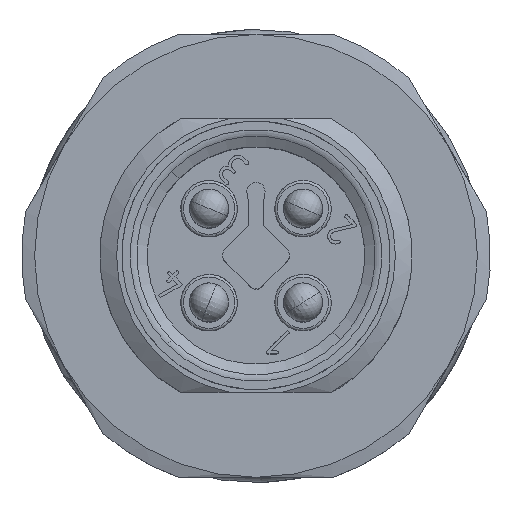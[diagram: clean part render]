
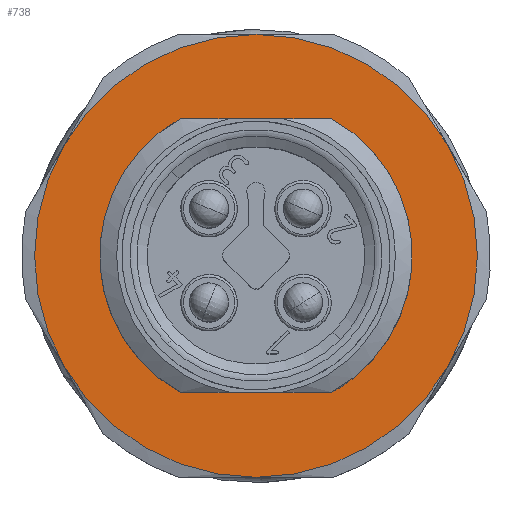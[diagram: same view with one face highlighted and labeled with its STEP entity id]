
A CAD part, top view. The second image highlights one B-rep face of the part: STEP entity #738.
In plain terms, the highlighted planar face has unit normal (0, 0, 1).
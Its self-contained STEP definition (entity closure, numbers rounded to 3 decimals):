
#585=AXIS2_PLACEMENT_3D('Circle Axis2P3D',#583,#584,$) ;
#598=AXIS2_PLACEMENT_3D('Circle Axis2P3D',#596,#597,$) ;
#611=AXIS2_PLACEMENT_3D('Circle Axis2P3D',#609,#610,$) ;
#624=AXIS2_PLACEMENT_3D('Circle Axis2P3D',#622,#623,$) ;
#637=AXIS2_PLACEMENT_3D('Circle Axis2P3D',#635,#636,$) ;
#650=AXIS2_PLACEMENT_3D('Circle Axis2P3D',#648,#649,$) ;
#664=AXIS2_PLACEMENT_3D('Plane Axis2P3D',#661,#662,#663) ;
#233=CARTESIAN_POINT('Vertex',(1.639,12.95,52.65)) ;
#302=CARTESIAN_POINT('Vertex',(9.,17.2,52.65)) ;
#361=CARTESIAN_POINT('Vertex',(16.361,12.95,52.65)) ;
#420=CARTESIAN_POINT('Vertex',(16.361,4.45,52.65)) ;
#479=CARTESIAN_POINT('Vertex',(9.,0.2,52.65)) ;
#538=CARTESIAN_POINT('Vertex',(1.639,4.45,52.65)) ;
#583=CARTESIAN_POINT('Axis2P3D Location',(9.,8.7,52.65)) ;
#596=CARTESIAN_POINT('Axis2P3D Location',(9.,8.7,52.65)) ;
#609=CARTESIAN_POINT('Axis2P3D Location',(9.,8.7,52.65)) ;
#622=CARTESIAN_POINT('Axis2P3D Location',(9.,8.7,52.65)) ;
#635=CARTESIAN_POINT('Axis2P3D Location',(9.,8.7,52.65)) ;
#648=CARTESIAN_POINT('Axis2P3D Location',(9.,8.7,52.65)) ;
#661=CARTESIAN_POINT('Axis2P3D Location',(9.,8.7,52.65)) ;
#675=CARTESIAN_POINT('Control Point',(11.905,13.95,52.65)) ;
#676=CARTESIAN_POINT('Control Point',(12.43,13.659,52.65)) ;
#677=CARTESIAN_POINT('Control Point',(12.919,13.303,52.65)) ;
#678=CARTESIAN_POINT('Control Point',(13.36,12.887,52.65)) ;
#679=CARTESIAN_POINT('Control Point',(14.13,11.955,52.65)) ;
#680=CARTESIAN_POINT('Control Point',(14.646,10.861,52.65)) ;
#681=CARTESIAN_POINT('Control Point',(14.834,10.285,52.65)) ;
#682=CARTESIAN_POINT('Control Point',(15.062,9.097,52.65)) ;
#683=CARTESIAN_POINT('Control Point',(14.991,7.89,52.65)) ;
#684=CARTESIAN_POINT('Control Point',(14.88,7.294,52.65)) ;
#685=CARTESIAN_POINT('Control Point',(14.511,6.142,52.65)) ;
#686=CARTESIAN_POINT('Control Point',(13.869,5.117,52.65)) ;
#687=CARTESIAN_POINT('Control Point',(13.486,4.647,52.65)) ;
#688=CARTESIAN_POINT('Control Point',(12.933,4.121,52.65)) ;
#689=CARTESIAN_POINT('Control Point',(12.31,3.691,52.65)) ;
#690=CARTESIAN_POINT('Control Point',(12.177,3.606,52.65)) ;
#691=CARTESIAN_POINT('Control Point',(12.042,3.526,52.65)) ;
#692=CARTESIAN_POINT('Control Point',(11.905,3.45,52.65)) ;
#693=CARTESIAN_POINT('Vertex',(11.905,13.95,52.65)) ;
#695=CARTESIAN_POINT('Vertex',(11.905,3.45,52.65)) ;
#698=CARTESIAN_POINT('Line Origine',(9.,3.45,52.65)) ;
#702=CARTESIAN_POINT('Vertex',(6.095,3.45,52.65)) ;
#706=CARTESIAN_POINT('Control Point',(6.095,3.45,52.65)) ;
#707=CARTESIAN_POINT('Control Point',(5.57,3.74,52.65)) ;
#708=CARTESIAN_POINT('Control Point',(5.082,4.096,52.65)) ;
#709=CARTESIAN_POINT('Control Point',(4.64,4.512,52.65)) ;
#710=CARTESIAN_POINT('Control Point',(3.871,5.445,52.65)) ;
#711=CARTESIAN_POINT('Control Point',(3.354,6.538,52.65)) ;
#712=CARTESIAN_POINT('Control Point',(3.166,7.115,52.65)) ;
#713=CARTESIAN_POINT('Control Point',(2.938,8.302,52.65)) ;
#714=CARTESIAN_POINT('Control Point',(3.009,9.51,52.65)) ;
#715=CARTESIAN_POINT('Control Point',(3.121,10.106,52.65)) ;
#716=CARTESIAN_POINT('Control Point',(3.49,11.257,52.65)) ;
#717=CARTESIAN_POINT('Control Point',(4.131,12.283,52.65)) ;
#718=CARTESIAN_POINT('Control Point',(4.515,12.752,52.65)) ;
#719=CARTESIAN_POINT('Control Point',(5.067,13.278,52.65)) ;
#720=CARTESIAN_POINT('Control Point',(5.691,13.708,52.65)) ;
#721=CARTESIAN_POINT('Control Point',(5.823,13.793,52.65)) ;
#722=CARTESIAN_POINT('Control Point',(5.958,13.874,52.65)) ;
#723=CARTESIAN_POINT('Control Point',(6.095,13.95,52.65)) ;
#724=CARTESIAN_POINT('Vertex',(6.095,13.95,52.65)) ;
#727=CARTESIAN_POINT('Line Origine',(9.,13.95,52.65)) ;
#584=DIRECTION('Axis2P3D Direction',(0.,0.,-1.)) ;
#597=DIRECTION('Axis2P3D Direction',(0.,0.,-1.)) ;
#610=DIRECTION('Axis2P3D Direction',(0.,0.,-1.)) ;
#623=DIRECTION('Axis2P3D Direction',(0.,0.,-1.)) ;
#636=DIRECTION('Axis2P3D Direction',(0.,0.,-1.)) ;
#649=DIRECTION('Axis2P3D Direction',(0.,0.,-1.)) ;
#662=DIRECTION('Axis2P3D Direction',(0.,0.,1.)) ;
#663=DIRECTION('Axis2P3D XDirection',(0.,1.,0.)) ;
#699=DIRECTION('Vector Direction',(-1.,0.,0.)) ;
#728=DIRECTION('Vector Direction',(1.,0.,0.)) ;
#700=VECTOR('Line Direction',#699,1.) ;
#729=VECTOR('Line Direction',#728,1.) ;
#667=ORIENTED_EDGE('',*,*,#613,.T.) ;
#668=ORIENTED_EDGE('',*,*,#600,.T.) ;
#669=ORIENTED_EDGE('',*,*,#587,.T.) ;
#670=ORIENTED_EDGE('',*,*,#652,.T.) ;
#671=ORIENTED_EDGE('',*,*,#639,.T.) ;
#672=ORIENTED_EDGE('',*,*,#626,.T.) ;
#733=ORIENTED_EDGE('',*,*,#697,.T.) ;
#734=ORIENTED_EDGE('',*,*,#704,.T.) ;
#735=ORIENTED_EDGE('',*,*,#726,.T.) ;
#736=ORIENTED_EDGE('',*,*,#731,.T.) ;
#737=FACE_BOUND('',#732,.T.) ;
#738=ADVANCED_FACE('Hauptk\X2\00F6\X0\rper',(#673,#737),#665,.T.) ;
#674=B_SPLINE_CURVE_WITH_KNOTS('',5,(#675,#676,#677,#678,#679,#680,#681,#682,#683,#684,#685,#686,#687,#688,#689,#690,#691,#692),.UNSPECIFIED.,.F.,.U.,(6,3,3,3,3,6),(0.,4.253,8.506,12.759,17.012,18.125),.UNSPECIFIED.) ;
#705=B_SPLINE_CURVE_WITH_KNOTS('',5,(#706,#707,#708,#709,#710,#711,#712,#713,#714,#715,#716,#717,#718,#719,#720,#721,#722,#723),.UNSPECIFIED.,.F.,.U.,(6,3,3,3,3,6),(0.,4.253,8.506,12.759,17.012,18.125),.UNSPECIFIED.) ;
#586=CIRCLE('generated circle',#585,8.5) ;
#599=CIRCLE('generated circle',#598,8.5) ;
#612=CIRCLE('generated circle',#611,8.5) ;
#625=CIRCLE('generated circle',#624,8.5) ;
#638=CIRCLE('generated circle',#637,8.5) ;
#651=CIRCLE('generated circle',#650,8.5) ;
#587=EDGE_CURVE('',#234,#539,#586,.F.) ;
#600=EDGE_CURVE('',#303,#234,#599,.F.) ;
#613=EDGE_CURVE('',#362,#303,#612,.F.) ;
#626=EDGE_CURVE('',#421,#362,#625,.F.) ;
#639=EDGE_CURVE('',#480,#421,#638,.F.) ;
#652=EDGE_CURVE('',#539,#480,#651,.F.) ;
#697=EDGE_CURVE('',#694,#696,#674,.T.) ;
#704=EDGE_CURVE('',#696,#703,#701,.T.) ;
#726=EDGE_CURVE('',#703,#725,#705,.T.) ;
#731=EDGE_CURVE('',#725,#694,#730,.T.) ;
#666=EDGE_LOOP('',(#667,#668,#669,#670,#671,#672)) ;
#732=EDGE_LOOP('',(#733,#734,#735,#736)) ;
#673=FACE_OUTER_BOUND('',#666,.T.) ;
#701=LINE('Line',#698,#700) ;
#730=LINE('Line',#727,#729) ;
#665=PLANE('',#664) ;
#234=VERTEX_POINT('',#233) ;
#303=VERTEX_POINT('',#302) ;
#362=VERTEX_POINT('',#361) ;
#421=VERTEX_POINT('',#420) ;
#480=VERTEX_POINT('',#479) ;
#539=VERTEX_POINT('',#538) ;
#694=VERTEX_POINT('',#693) ;
#696=VERTEX_POINT('',#695) ;
#703=VERTEX_POINT('',#702) ;
#725=VERTEX_POINT('',#724) ;
